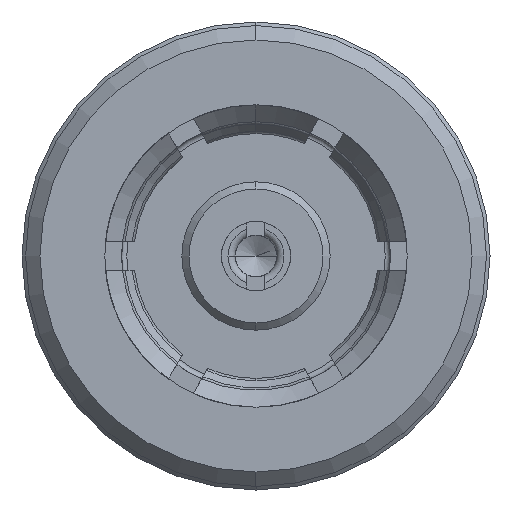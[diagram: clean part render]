
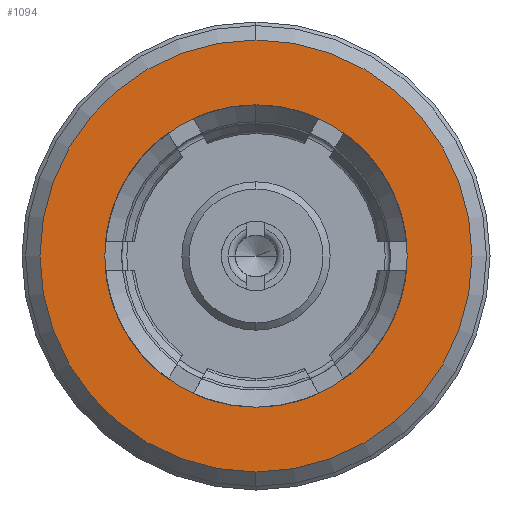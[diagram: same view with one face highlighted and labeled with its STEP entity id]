
A CAD part, left-side view. The second image highlights one B-rep face of the part: STEP entity #1094.
In plain terms, the highlighted planar face has unit normal (-1, 0, 0).
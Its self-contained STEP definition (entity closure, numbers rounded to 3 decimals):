
#45 = EDGE_LOOP ( 'NONE', ( #5131, #7759 ) ) ;
#84 = CARTESIAN_POINT ( 'NONE',  ( -2.2, 0., 0. ) ) ;
#195 = DIRECTION ( 'NONE',  ( 0., 0., -1. ) ) ;
#596 = AXIS2_PLACEMENT_3D ( 'NONE', #6008, #2060, #6693 ) ;
#747 = DIRECTION ( 'NONE',  ( 0., 0., -1. ) ) ;
#1023 = DIRECTION ( 'NONE',  ( 0., 0., -1. ) ) ;
#1094 = ADVANCED_FACE ( 'NONE', ( #2419, #3957 ), #1155, .F. ) ;
#1155 = PLANE ( 'NONE',  #4795 ) ;
#1282 = CIRCLE ( 'NONE', #2749, 3. ) ;
#1637 = CARTESIAN_POINT ( 'NONE',  ( -2.2, 0., 0. ) ) ;
#1834 = CARTESIAN_POINT ( 'NONE',  ( -2.2, 0., -3. ) ) ;
#1917 = ORIENTED_EDGE ( 'NONE', *, *, #7940, .F. ) ;
#2060 = DIRECTION ( 'NONE',  ( -1., 0., 0. ) ) ;
#2243 = CIRCLE ( 'NONE', #6459, 2.1 ) ;
#2297 = EDGE_LOOP ( 'NONE', ( #5622, #1917 ) ) ;
#2307 = DIRECTION ( 'NONE',  ( 0., 0., 1. ) ) ;
#2419 = FACE_OUTER_BOUND ( 'NONE', #45, .T. ) ;
#2749 = AXIS2_PLACEMENT_3D ( 'NONE', #84, #4717, #747 ) ;
#2949 = CARTESIAN_POINT ( 'NONE',  ( -2.2, 0., 2.1 ) ) ;
#3794 = VERTEX_POINT ( 'NONE', #2949 ) ;
#3957 = FACE_BOUND ( 'NONE', #2297, .T. ) ;
#4170 = DIRECTION ( 'NONE',  ( -1., 0., 0. ) ) ;
#4231 = EDGE_CURVE ( 'NONE', #6527, #5756, #1282, .T. ) ;
#4717 = DIRECTION ( 'NONE',  ( -1., 0., 0. ) ) ;
#4795 = AXIS2_PLACEMENT_3D ( 'NONE', #6306, #4999, #1023 ) ;
#4999 = DIRECTION ( 'NONE',  ( 1., 0., 0. ) ) ;
#5131 = ORIENTED_EDGE ( 'NONE', *, *, #4231, .T. ) ;
#5217 = VERTEX_POINT ( 'NONE', #6874 ) ;
#5265 = EDGE_CURVE ( 'NONE', #3794, #5217, #2243, .T. ) ;
#5622 = ORIENTED_EDGE ( 'NONE', *, *, #5265, .F. ) ;
#5756 = VERTEX_POINT ( 'NONE', #6061 ) ;
#6008 = CARTESIAN_POINT ( 'NONE',  ( -2.2, 0., 0. ) ) ;
#6061 = CARTESIAN_POINT ( 'NONE',  ( -2.2, 0., 3. ) ) ;
#6248 = DIRECTION ( 'NONE',  ( -1., 0., 0. ) ) ;
#6306 = CARTESIAN_POINT ( 'NONE',  ( -2.2, 2.65, 0. ) ) ;
#6459 = AXIS2_PLACEMENT_3D ( 'NONE', #1637, #6248, #2307 ) ;
#6527 = VERTEX_POINT ( 'NONE', #1834 ) ;
#6635 = CIRCLE ( 'NONE', #6829, 3. ) ;
#6693 = DIRECTION ( 'NONE',  ( 0., 0., 1. ) ) ;
#6829 = AXIS2_PLACEMENT_3D ( 'NONE', #8108, #4170, #195 ) ;
#6874 = CARTESIAN_POINT ( 'NONE',  ( -2.2, 0., -2.1 ) ) ;
#7759 = ORIENTED_EDGE ( 'NONE', *, *, #8018, .T. ) ;
#7940 = EDGE_CURVE ( 'NONE', #5217, #3794, #8272, .T. ) ;
#8018 = EDGE_CURVE ( 'NONE', #5756, #6527, #6635, .T. ) ;
#8108 = CARTESIAN_POINT ( 'NONE',  ( -2.2, 0., 0. ) ) ;
#8272 = CIRCLE ( 'NONE', #596, 2.1 ) ;
